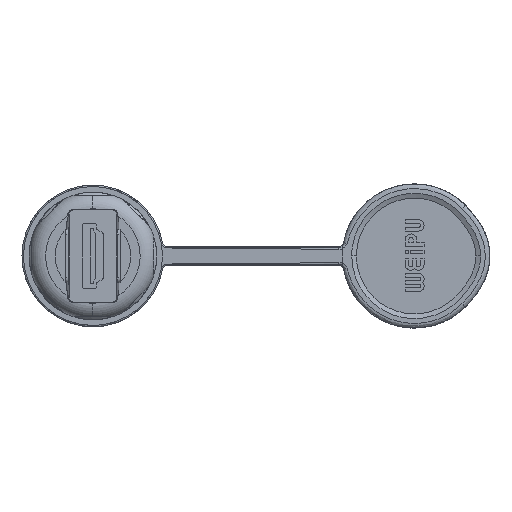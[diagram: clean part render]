
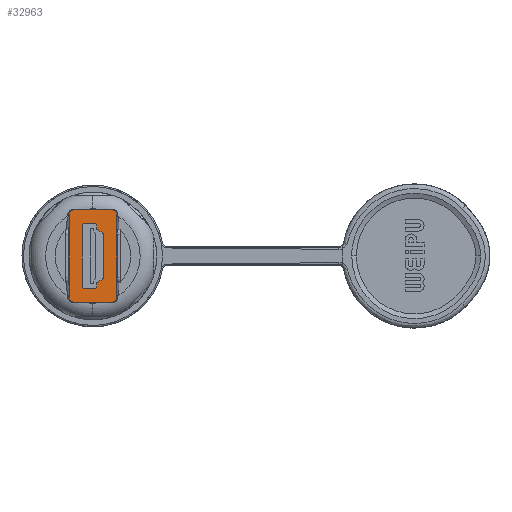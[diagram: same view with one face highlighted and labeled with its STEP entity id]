
A CAD part, front view. The second image highlights one B-rep face of the part: STEP entity #32963.
In plain terms, the highlighted planar face has unit normal (0, -1, 0).
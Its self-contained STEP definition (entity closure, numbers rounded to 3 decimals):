
#30175=DIRECTION('',(0.,0.,-1.));
#30176=VECTOR('',#30175,17.5);
#30177=CARTESIAN_POINT('',(-5.,-468.2,
8.75));
#30178=LINE('',#30177,#30176);
#30214=CARTESIAN_POINT('',(-4.,-468.2,9.75));
#30215=CARTESIAN_POINT('',(-4.333,-468.2,9.75));
#30216=CARTESIAN_POINT('',(-4.747,-468.2,9.498));
#30217=CARTESIAN_POINT('',(-5.,-468.2,9.083));
#30218=CARTESIAN_POINT('',(-5.,-468.2,8.75));
#30229=DIRECTION('',(1.,0.,0.));
#30230=VECTOR('',#30229,8.);
#30231=CARTESIAN_POINT('',(-4.,-468.2,9.75));
#30232=LINE('',#30231,#30230);
#30233=DIRECTION('',(0.,0.,-1.));
#30234=VECTOR('',#30233,17.5);
#30235=CARTESIAN_POINT('',(5.,-468.2,
8.75));
#30236=LINE('',#30235,#30234);
#30237=DIRECTION('',(0.836,0.,0.548));
#30238=VECTOR('',#30237,1.409);
#30239=CARTESIAN_POINT('',(0.775,-468.2,-5.7));
#30240=LINE('',#30239,#30238);
#30241=CARTESIAN_POINT('',(1.625,-468.2,-4.426));
#30242=DIRECTION('',(0.,-1.,0.));
#30243=DIRECTION('',(0.548,0.,-0.836));
#30244=AXIS2_PLACEMENT_3D('',#30241,#30242,#30243);
#30246=CARTESIAN_POINT('',(1.625,-468.2,4.426));
#30247=DIRECTION('',(0.,-1.,0.));
#30248=DIRECTION('',(1.,0.,0.));
#30249=AXIS2_PLACEMENT_3D('',#30246,#30247,#30248);
#30251=DIRECTION('',(-0.836,0.,0.548));
#30252=VECTOR('',#30251,1.409);
#30253=CARTESIAN_POINT('',(1.954,-468.2,4.928));
#30254=LINE('',#30253,#30252);
#30255=CARTESIAN_POINT('',(0.175,-468.2,6.35));
#30256=DIRECTION('',(0.,-1.,0.));
#30257=DIRECTION('',(1.,0.,0.));
#30258=AXIS2_PLACEMENT_3D('',#30255,#30256,#30257);
#30260=CARTESIAN_POINT('',(-1.625,-468.2,6.35));
#30261=DIRECTION('',(0.,-1.,0.));
#30262=DIRECTION('',(0.,0.,1.));
#30263=AXIS2_PLACEMENT_3D('',#30260,#30261,#30262);
#30265=CARTESIAN_POINT('',(-1.625,-468.2,-6.35));
#30266=DIRECTION('',(0.,-1.,0.));
#30267=DIRECTION('',(-1.,0.,0.));
#30268=AXIS2_PLACEMENT_3D('',#30265,#30266,#30267);
#30270=CARTESIAN_POINT('',(0.175,-468.2,-6.35));
#30271=DIRECTION('',(0.,-1.,0.));
#30272=DIRECTION('',(0.,0.,-1.));
#30273=AXIS2_PLACEMENT_3D('',#30270,#30271,#30272);
#30627=CARTESIAN_POINT('',(4.,-468.2,-9.75));
#30628=CARTESIAN_POINT('',(4.137,-468.2,-9.75));
#30629=CARTESIAN_POINT('',(4.39,-468.2,
-9.698));
#30630=CARTESIAN_POINT('',(4.726,-468.2,
-9.476));
#30631=CARTESIAN_POINT('',(4.948,-468.2,
-9.14));
#30632=CARTESIAN_POINT('',(5.,-468.2,
-8.887));
#30633=CARTESIAN_POINT('',(5.,-468.2,
-8.75));
#30930=CARTESIAN_POINT('',(-5.,-468.2,-8.75));
#30931=CARTESIAN_POINT('',(-5.,-468.2,-9.083));
#30932=CARTESIAN_POINT('',(-4.747,-468.2,-9.498));
#30933=CARTESIAN_POINT('',(-4.333,-468.2,-9.75));
#30934=CARTESIAN_POINT('',(-4.,-468.2,-9.75));
#30949=DIRECTION('',(1.,0.,0.));
#30950=VECTOR('',#30949,8.);
#30951=CARTESIAN_POINT('',(-4.,-468.2,-9.75));
#30952=LINE('',#30951,#30950);
#30957=CARTESIAN_POINT('',(5.,-468.2,8.75));
#30958=CARTESIAN_POINT('',(5.,-468.2,9.083));
#30959=CARTESIAN_POINT('',(4.747,-468.2,9.498));
#30960=CARTESIAN_POINT('',(4.333,-468.2,9.75));
#30961=CARTESIAN_POINT('',(4.,-468.2,9.75));
#31294=DIRECTION('',(0.,0.,-1.));
#31295=VECTOR('',#31294,0.65);
#31296=CARTESIAN_POINT('',(0.775,-468.2,-5.7));
#31297=LINE('',#31296,#31295);
#31298=DIRECTION('',(-1.,0.,0.));
#31299=VECTOR('',#31298,1.8);
#31300=CARTESIAN_POINT('',(0.175,-468.2,-6.95));
#31301=LINE('',#31300,#31299);
#31310=DIRECTION('',(0.,0.,1.));
#31311=VECTOR('',#31310,12.7);
#31312=CARTESIAN_POINT('',(-2.225,-468.2,-6.35));
#31313=LINE('',#31312,#31311);
#31322=DIRECTION('',(1.,0.,0.));
#31323=VECTOR('',#31322,1.8);
#31324=CARTESIAN_POINT('',(-1.625,-468.2,6.95));
#31325=LINE('',#31324,#31323);
#31334=DIRECTION('',(0.,0.,-1.));
#31335=VECTOR('',#31334,0.65);
#31336=CARTESIAN_POINT('',(0.775,-468.2,6.35));
#31337=LINE('',#31336,#31335);
#31350=DIRECTION('',(0.,0.,-1.));
#31351=VECTOR('',#31350,8.852);
#31352=CARTESIAN_POINT('',(2.225,-468.2,4.426));
#31353=LINE('',#31352,#31351);
#32074=CARTESIAN_POINT('',(-5.,-468.2,
8.75));
#32076=VERTEX_POINT('',#32074);
#32078=CARTESIAN_POINT('',(-5.,-468.2,
-8.75));
#32079=VERTEX_POINT('',#32078);
#32127=VERTEX_POINT('',#30214);
#32130=CARTESIAN_POINT('',(4.,-468.2,9.75));
#32131=VERTEX_POINT('',#32130);
#32132=VERTEX_POINT('',#30957);
#32133=CARTESIAN_POINT('',(5.,-468.2,
-8.75));
#32134=VERTEX_POINT('',#32133);
#32135=VERTEX_POINT('',#30627);
#32136=CARTESIAN_POINT('',(-4.,-468.2,-9.75));
#32137=VERTEX_POINT('',#32136);
#32138=CARTESIAN_POINT('',(0.775,-468.2,-5.7));
#32139=CARTESIAN_POINT('',(1.954,-468.2,-4.928));
#32140=VERTEX_POINT('',#32138);
#32141=VERTEX_POINT('',#32139);
#32142=CARTESIAN_POINT('',(2.225,-468.2,-4.426));
#32143=VERTEX_POINT('',#32142);
#32144=CARTESIAN_POINT('',(2.225,-468.2,4.426));
#32145=VERTEX_POINT('',#32144);
#32146=CARTESIAN_POINT('',(1.954,-468.2,4.928));
#32147=VERTEX_POINT('',#32146);
#32148=CARTESIAN_POINT('',(0.775,-468.2,5.7));
#32149=VERTEX_POINT('',#32148);
#32150=CARTESIAN_POINT('',(0.775,-468.2,6.35));
#32151=VERTEX_POINT('',#32150);
#32152=CARTESIAN_POINT('',(0.175,-468.2,6.95));
#32153=VERTEX_POINT('',#32152);
#32154=CARTESIAN_POINT('',(-1.625,-468.2,6.95));
#32155=VERTEX_POINT('',#32154);
#32156=CARTESIAN_POINT('',(-2.225,-468.2,6.35));
#32157=VERTEX_POINT('',#32156);
#32158=CARTESIAN_POINT('',(-2.225,-468.2,-6.35));
#32159=VERTEX_POINT('',#32158);
#32160=CARTESIAN_POINT('',(-1.625,-468.2,-6.95));
#32161=VERTEX_POINT('',#32160);
#32162=CARTESIAN_POINT('',(0.175,-468.2,-6.95));
#32163=VERTEX_POINT('',#32162);
#32164=CARTESIAN_POINT('',(0.775,-468.2,-6.35));
#32165=VERTEX_POINT('',#32164);
#32912=CARTESIAN_POINT('',(-5.5,-468.2,9.75));
#32913=DIRECTION('',(0.,-1.,0.));
#32914=DIRECTION('',(0.,0.,-1.));
#32915=AXIS2_PLACEMENT_3D('',#32912,#32913,#32914);
#32916=PLANE('',#32915);
#32917=ORIENTED_EDGE('',*,*,#32902,.F.);
#32919=ORIENTED_EDGE('',*,*,#32918,.T.);
#32921=ORIENTED_EDGE('',*,*,#32920,.F.);
#32923=ORIENTED_EDGE('',*,*,#32922,.T.);
#32925=ORIENTED_EDGE('',*,*,#32924,.F.);
#32927=ORIENTED_EDGE('',*,*,#32926,.F.);
#32929=ORIENTED_EDGE('',*,*,#32928,.F.);
#32930=ORIENTED_EDGE('',*,*,#32817,.F.);
#32931=EDGE_LOOP('',(#32917,#32919,#32921,#32923,#32925,#32927,#32929,#32930));
#32932=FACE_OUTER_BOUND('',#32931,.F.);
#32934=ORIENTED_EDGE('',*,*,#32933,.T.);
#32936=ORIENTED_EDGE('',*,*,#32935,.T.);
#32938=ORIENTED_EDGE('',*,*,#32937,.F.);
#32940=ORIENTED_EDGE('',*,*,#32939,.T.);
#32942=ORIENTED_EDGE('',*,*,#32941,.T.);
#32944=ORIENTED_EDGE('',*,*,#32943,.F.);
#32946=ORIENTED_EDGE('',*,*,#32945,.T.);
#32948=ORIENTED_EDGE('',*,*,#32947,.F.);
#32950=ORIENTED_EDGE('',*,*,#32949,.T.);
#32952=ORIENTED_EDGE('',*,*,#32951,.F.);
#32954=ORIENTED_EDGE('',*,*,#32953,.T.);
#32956=ORIENTED_EDGE('',*,*,#32955,.F.);
#32958=ORIENTED_EDGE('',*,*,#32957,.T.);
#32960=ORIENTED_EDGE('',*,*,#32959,.F.);
#32961=EDGE_LOOP('',(#32934,#32936,#32938,#32940,#32942,#32944,#32946,#32948,
#32950,#32952,#32954,#32956,#32958,#32960));
#32962=FACE_BOUND('',#32961,.F.);
#32963=ADVANCED_FACE('',(#32932,#32962),#32916,.T.);
#30219=B_SPLINE_CURVE_WITH_KNOTS('',3,(#30214,#30215,#30216,#30217,#30218),
.UNSPECIFIED.,.F.,.F.,(4,1,4),(0.,0.5,1.),.UNSPECIFIED.);
#30245=CIRCLE('',#30244,0.6);
#30250=CIRCLE('',#30249,0.6);
#30259=CIRCLE('',#30258,0.6);
#30264=CIRCLE('',#30263,0.6);
#30269=CIRCLE('',#30268,0.6);
#30274=CIRCLE('',#30273,0.6);
#30634=B_SPLINE_CURVE_WITH_KNOTS('',3,(#30627,#30628,#30629,#30630,#30631,
#30632,#30633),.UNSPECIFIED.,.F.,.F.,(4,1,1,1,4),(0.,0.25,0.5,0.75,
1.),.UNSPECIFIED.);
#30935=B_SPLINE_CURVE_WITH_KNOTS('',3,(#30930,#30931,#30932,#30933,#30934),
.UNSPECIFIED.,.F.,.F.,(4,1,4),(0.,0.5,1.),.UNSPECIFIED.);
#30962=B_SPLINE_CURVE_WITH_KNOTS('',3,(#30957,#30958,#30959,#30960,#30961),
.UNSPECIFIED.,.F.,.F.,(4,1,4),(0.,0.5,1.),.UNSPECIFIED.);
#32817=EDGE_CURVE('',#32076,#32079,#30178,.T.);
#32902=EDGE_CURVE('',#32127,#32076,#30219,.T.);
#32918=EDGE_CURVE('',#32127,#32131,#30232,.T.);
#32920=EDGE_CURVE('',#32132,#32131,#30962,.T.);
#32922=EDGE_CURVE('',#32132,#32134,#30236,.T.);
#32924=EDGE_CURVE('',#32135,#32134,#30634,.T.);
#32926=EDGE_CURVE('',#32137,#32135,#30952,.T.);
#32928=EDGE_CURVE('',#32079,#32137,#30935,.T.);
#32933=EDGE_CURVE('',#32140,#32141,#30240,.T.);
#32935=EDGE_CURVE('',#32141,#32143,#30245,.T.);
#32937=EDGE_CURVE('',#32145,#32143,#31353,.T.);
#32939=EDGE_CURVE('',#32145,#32147,#30250,.T.);
#32941=EDGE_CURVE('',#32147,#32149,#30254,.T.);
#32943=EDGE_CURVE('',#32151,#32149,#31337,.T.);
#32945=EDGE_CURVE('',#32151,#32153,#30259,.T.);
#32947=EDGE_CURVE('',#32155,#32153,#31325,.T.);
#32949=EDGE_CURVE('',#32155,#32157,#30264,.T.);
#32951=EDGE_CURVE('',#32159,#32157,#31313,.T.);
#32953=EDGE_CURVE('',#32159,#32161,#30269,.T.);
#32955=EDGE_CURVE('',#32163,#32161,#31301,.T.);
#32957=EDGE_CURVE('',#32163,#32165,#30274,.T.);
#32959=EDGE_CURVE('',#32140,#32165,#31297,.T.);
